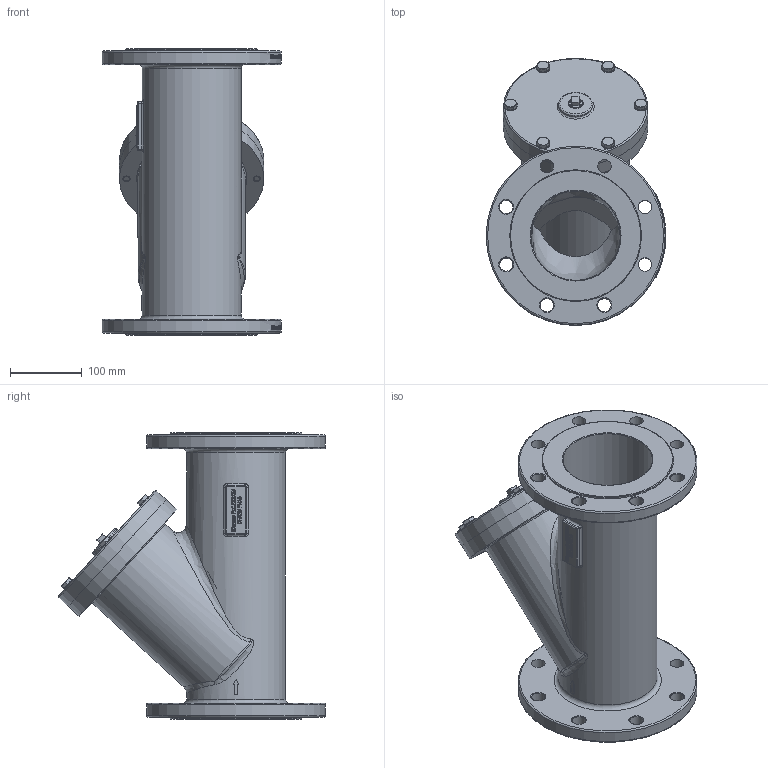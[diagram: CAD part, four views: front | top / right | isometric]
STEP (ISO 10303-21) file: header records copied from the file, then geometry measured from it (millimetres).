
FILE_DESCRIPTION(/* description */ ('233125'),/* implementation_level */ '2;1');
FILE_NAME(/* name */ '233125.stp',/* time_stamp */ '2018-05-09T14:35:49+02:00',/* author */ ('jmorand'),/* organization */ ('Sferaco'),/* preprocessor_version */ 'ST-DEVELOPER v16.5',/* originating_system */ 'Autodesk Inventor 2017',/* authorisation */ '');
FILE_SCHEMA (('CONFIG_CONTROL_DESIGN'));
Length unit declared in the file: millimetre
Products named in the file (7): 233125_ens; 220025_purge; 233125_corps; 233125_chapeau; 220125_tamis_bd; AS 1237 - 10; AS 1110 - M10 x 40
Assembly tree (16 placements, depth 2):
  233125_ens
    220025_purge
    233125_corps
    233125_chapeau
    220125_tamis_bd
    AS 1237 - 10  x6
    AS 1110 - M10 x 40  x6
Bounding box: 251 x 373.04 x 400 mm (x, y, z)
Volume: 4386852 mm3; surface area: 901636.4 mm2
Topology: 16 solids, 16 shells, 1707 faces, 4557 edges, 2998 vertices
Faces by surface type: bspline 729, plane 727, cylinder 165, cone 44, torus 42
Full cylindrical faces by diameter (mm): 10 x6, 10.106 x6, 10.5 x6, 12 x6, 16 x6, 18 x6, 18.631 x1, 19 x16, 20.955 x1, 48 x1, 125 x2, 126 x1, 127 x2, 138 x1, 150 x1, 184 x2, 202 x2, 250 x2
Entity records: 64115 total; most frequent: CARTESIAN_POINT 29033, ORIENTED_EDGE 8296, DIRECTION 5053, EDGE_CURVE 4148, VERTEX_POINT 2790, LINE 2075, VECTOR 2075, EDGE_LOOP 1828
